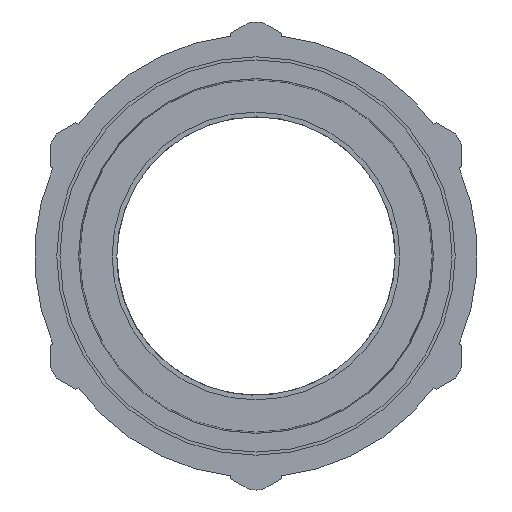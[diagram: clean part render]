
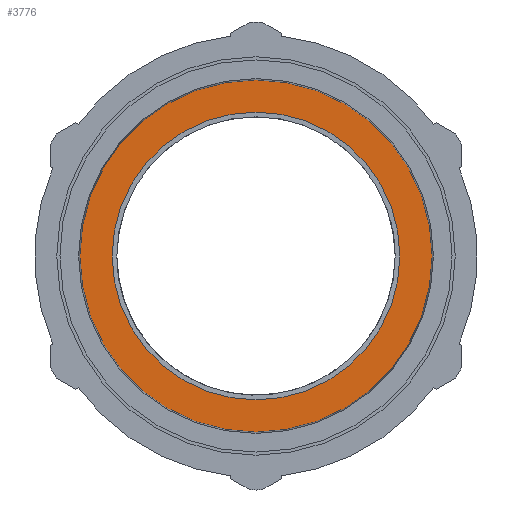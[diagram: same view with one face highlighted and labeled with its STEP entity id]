
A CAD part, front view. The second image highlights one B-rep face of the part: STEP entity #3776.
In plain terms, the highlighted planar face has unit normal (0, -1, 0).
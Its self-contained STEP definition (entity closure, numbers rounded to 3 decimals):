
#266 = VERTEX_POINT ( 'NONE', #4511 ) ;
#443 = DIRECTION ( 'NONE',  ( 0., 0., -1. ) ) ;
#552 = ORIENTED_EDGE ( 'NONE', *, *, #4570, .F. ) ;
#593 = DIRECTION ( 'NONE',  ( 0., 0., -1. ) ) ;
#628 = ORIENTED_EDGE ( 'NONE', *, *, #1446, .F. ) ;
#720 = CARTESIAN_POINT ( 'NONE',  ( 0., 8.001, 0. ) ) ;
#757 = CIRCLE ( 'NONE', #2711, 22.75 ) ;
#952 = ORIENTED_EDGE ( 'NONE', *, *, #4585, .T. ) ;
#973 = CARTESIAN_POINT ( 'NONE',  ( 0., 8.001, -22.75 ) ) ;
#1066 = EDGE_LOOP ( 'NONE', ( #952, #2978 ) ) ;
#1097 = VERTEX_POINT ( 'NONE', #3526 ) ;
#1118 = AXIS2_PLACEMENT_3D ( 'NONE', #2086, #4344, #3257 ) ;
#1130 = AXIS2_PLACEMENT_3D ( 'NONE', #720, #2924, #1509 ) ;
#1267 = CARTESIAN_POINT ( 'NONE',  ( 0., 8.001, 0. ) ) ;
#1406 = AXIS2_PLACEMENT_3D ( 'NONE', #1267, #3513, #593 ) ;
#1446 = EDGE_CURVE ( 'NONE', #1784, #3641, #757, .T. ) ;
#1509 = DIRECTION ( 'NONE',  ( 0., 0., -1. ) ) ;
#1569 = CIRCLE ( 'NONE', #1118, 27.85 ) ;
#1627 = CIRCLE ( 'NONE', #1130, 22.75 ) ;
#1676 = AXIS2_PLACEMENT_3D ( 'NONE', #4506, #4539, #443 ) ;
#1784 = VERTEX_POINT ( 'NONE', #3719 ) ;
#1809 = PLANE ( 'NONE',  #1676 ) ;
#2086 = CARTESIAN_POINT ( 'NONE',  ( 0., 8.001, 0. ) ) ;
#2303 = FACE_BOUND ( 'NONE', #2891, .T. ) ;
#2411 = DIRECTION ( 'NONE',  ( 0., 0., -1. ) ) ;
#2491 = FACE_OUTER_BOUND ( 'NONE', #1066, .T. ) ;
#2711 = AXIS2_PLACEMENT_3D ( 'NONE', #4476, #4470, #2411 ) ;
#2891 = EDGE_LOOP ( 'NONE', ( #552, #628 ) ) ;
#2924 = DIRECTION ( 'NONE',  ( 0., -1., 0. ) ) ;
#2978 = ORIENTED_EDGE ( 'NONE', *, *, #4195, .T. ) ;
#3217 = CIRCLE ( 'NONE', #1406, 27.85 ) ;
#3257 = DIRECTION ( 'NONE',  ( 0., 0., -1. ) ) ;
#3513 = DIRECTION ( 'NONE',  ( 0., -1., 0. ) ) ;
#3526 = CARTESIAN_POINT ( 'NONE',  ( 0., 8.001, -27.85 ) ) ;
#3641 = VERTEX_POINT ( 'NONE', #973 ) ;
#3719 = CARTESIAN_POINT ( 'NONE',  ( 0., 8.001, 22.75 ) ) ;
#3776 = ADVANCED_FACE ( 'NONE', ( #2491, #2303 ), #1809, .T. ) ;
#4195 = EDGE_CURVE ( 'NONE', #266, #1097, #3217, .T. ) ;
#4344 = DIRECTION ( 'NONE',  ( 0., -1., 0. ) ) ;
#4470 = DIRECTION ( 'NONE',  ( 0., -1., 0. ) ) ;
#4476 = CARTESIAN_POINT ( 'NONE',  ( 0., 8.001, 0. ) ) ;
#4506 = CARTESIAN_POINT ( 'NONE',  ( 27.85, 8.001, 0. ) ) ;
#4511 = CARTESIAN_POINT ( 'NONE',  ( 0., 8.001, 27.85 ) ) ;
#4539 = DIRECTION ( 'NONE',  ( 0., -1., 0. ) ) ;
#4570 = EDGE_CURVE ( 'NONE', #3641, #1784, #1627, .T. ) ;
#4585 = EDGE_CURVE ( 'NONE', #1097, #266, #1569, .T. ) ;
